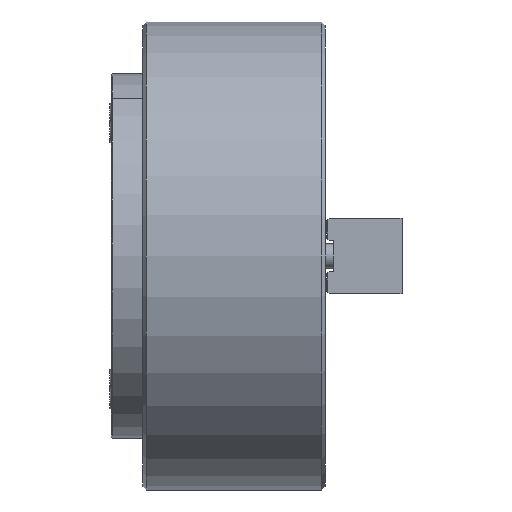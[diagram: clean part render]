
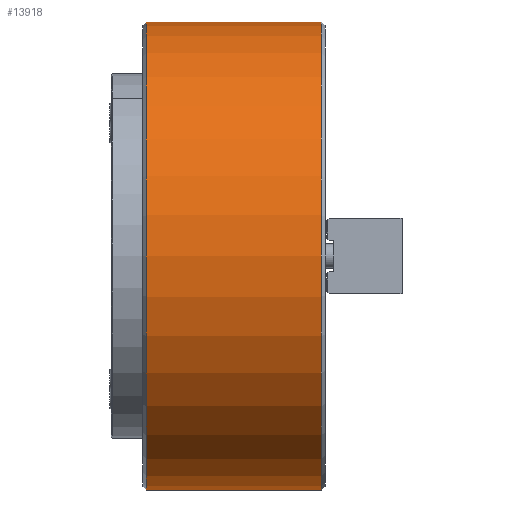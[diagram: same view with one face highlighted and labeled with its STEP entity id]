
A CAD part, front view. The second image highlights one B-rep face of the part: STEP entity #13918.
In plain terms, the highlighted cylindrical face has radius 192.5 mm (diameter 385 mm), a partial arc.
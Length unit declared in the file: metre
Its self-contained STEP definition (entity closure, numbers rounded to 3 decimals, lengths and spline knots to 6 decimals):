
#1866 = DIRECTION ( 'NONE',  ( 0., 0., 1. ) ) ;
#2399 = DIRECTION ( 'NONE',  ( -1., 0., 0. ) ) ;
#2991 = DIRECTION ( 'NONE',  ( 0., 0., -1. ) ) ;
#4822 = CARTESIAN_POINT ( 'NONE',  ( 0.003, 0., -0.1925 ) ) ;
#5273 = DIRECTION ( 'NONE',  ( 0., 0., 1. ) ) ;
#6333 = EDGE_LOOP ( 'NONE', ( #32351, #41817, #14440, #45268 ) ) ;
#7326 = VECTOR ( 'NONE', #2399, 1. ) ;
#10257 = CYLINDRICAL_SURFACE ( 'NONE', #16445, 0.1925 ) ;
#12102 = VERTEX_POINT ( 'NONE', #4822 ) ;
#13918 = ADVANCED_FACE ( 'NONE', ( #29112 ), #10257, .T. ) ;
#14440 = ORIENTED_EDGE ( 'NONE', *, *, #21265, .T. ) ;
#15823 = CARTESIAN_POINT ( 'NONE',  ( 0., 0., 0. ) ) ;
#16445 = AXIS2_PLACEMENT_3D ( 'NONE', #15823, #44149, #5273 ) ;
#16497 = EDGE_CURVE ( 'NONE', #26010, #39392, #34939, .T. ) ;
#16535 = DIRECTION ( 'NONE',  ( -1., 0., 0. ) ) ;
#17974 = AXIS2_PLACEMENT_3D ( 'NONE', #45564, #24177, #2991 ) ;
#18884 = EDGE_CURVE ( 'NONE', #26010, #12102, #34718, .T. ) ;
#21265 = EDGE_CURVE ( 'NONE', #39392, #29922, #26155, .T. ) ;
#23074 = DIRECTION ( 'NONE',  ( -1., 0., 0. ) ) ;
#23584 = CARTESIAN_POINT ( 'NONE',  ( 0.147, 0., -0.1925 ) ) ;
#24177 = DIRECTION ( 'NONE',  ( 1., 0., 0. ) ) ;
#25600 = CARTESIAN_POINT ( 'NONE',  ( 0.147, 0., 0.1925 ) ) ;
#26010 = VERTEX_POINT ( 'NONE', #23584 ) ;
#26155 = LINE ( 'NONE', #30785, #7326 ) ;
#27267 = EDGE_CURVE ( 'NONE', #29922, #12102, #39010, .T. ) ;
#29112 = FACE_OUTER_BOUND ( 'NONE', #6333, .T. ) ;
#29922 = VERTEX_POINT ( 'NONE', #32722 ) ;
#30785 = CARTESIAN_POINT ( 'NONE',  ( 0., 0., 0.1925 ) ) ;
#32351 = ORIENTED_EDGE ( 'NONE', *, *, #18884, .F. ) ;
#32722 = CARTESIAN_POINT ( 'NONE',  ( 0.003, 0., 0.1925 ) ) ;
#34718 = LINE ( 'NONE', #42215, #40868 ) ;
#34939 = CIRCLE ( 'NONE', #35315, 0.1925 ) ;
#35315 = AXIS2_PLACEMENT_3D ( 'NONE', #44453, #23074, #1866 ) ;
#39010 = CIRCLE ( 'NONE', #17974, 0.1925 ) ;
#39392 = VERTEX_POINT ( 'NONE', #25600 ) ;
#40868 = VECTOR ( 'NONE', #16535, 1. ) ;
#41817 = ORIENTED_EDGE ( 'NONE', *, *, #16497, .T. ) ;
#42215 = CARTESIAN_POINT ( 'NONE',  ( 0., 0., -0.1925 ) ) ;
#44149 = DIRECTION ( 'NONE',  ( -1., 0., 0. ) ) ;
#44453 = CARTESIAN_POINT ( 'NONE',  ( 0.147, 0., 0. ) ) ;
#45268 = ORIENTED_EDGE ( 'NONE', *, *, #27267, .T. ) ;
#45564 = CARTESIAN_POINT ( 'NONE',  ( 0.003, 0., 0. ) ) ;
